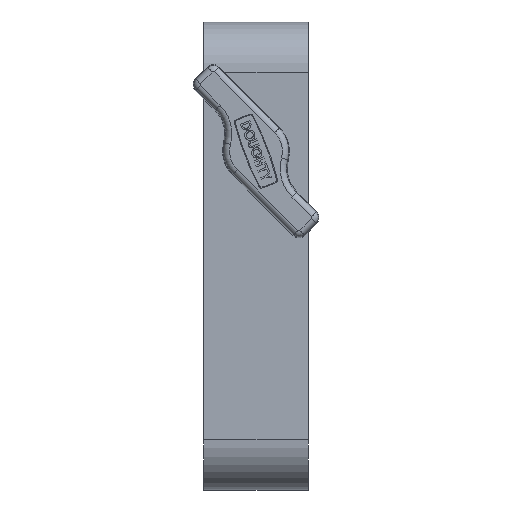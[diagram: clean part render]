
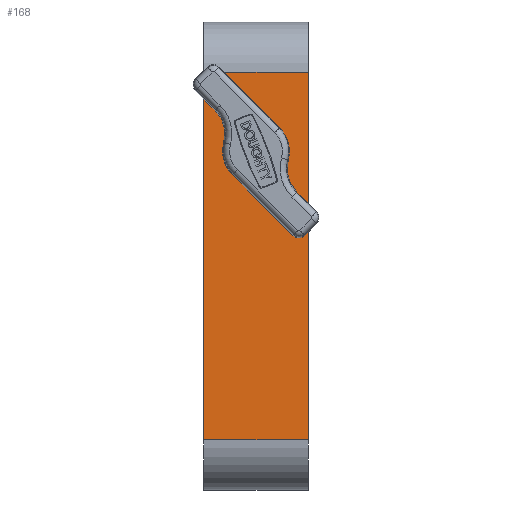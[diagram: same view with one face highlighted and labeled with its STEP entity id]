
A CAD part, top view. The second image highlights one B-rep face of the part: STEP entity #168.
In plain terms, the highlighted planar face has unit normal (0, 0, 1).
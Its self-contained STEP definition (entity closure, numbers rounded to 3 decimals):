
#34 = ORIENTED_EDGE ( 'NONE', *, *, #1602, .T. ) ;
#56 = CARTESIAN_POINT ( 'NONE',  ( 12.5, 12., 0. ) ) ;
#168 = ADVANCED_FACE ( 'NONE', ( #4982, #3951 ), #2480, .T. ) ;
#190 = DIRECTION ( 'NONE',  ( 1., 0., 0. ) ) ;
#341 = LINE ( 'NONE', #2662, #4961 ) ;
#380 = DIRECTION ( 'NONE',  ( 0., 1., 0. ) ) ;
#473 = DIRECTION ( 'NONE',  ( -1., 0., 0. ) ) ;
#702 = CARTESIAN_POINT ( 'NONE',  ( 5., 81., 0. ) ) ;
#905 = CIRCLE ( 'NONE', #2568, 5. ) ;
#959 = VERTEX_POINT ( 'NONE', #3757 ) ;
#1062 = VERTEX_POINT ( 'NONE', #702 ) ;
#1112 = DIRECTION ( 'NONE',  ( 0., 1., 0. ) ) ;
#1139 = AXIS2_PLACEMENT_3D ( 'NONE', #4536, #4934, #2627 ) ;
#1195 = CARTESIAN_POINT ( 'NONE',  ( 12.5, 100., 0. ) ) ;
#1272 = AXIS2_PLACEMENT_3D ( 'NONE', #1315, #2460, #190 ) ;
#1315 = CARTESIAN_POINT ( 'NONE',  ( 12.5, 12., 0. ) ) ;
#1329 = CARTESIAN_POINT ( 'NONE',  ( -5., 81., 0. ) ) ;
#1420 = CARTESIAN_POINT ( 'NONE',  ( 0., 81., 0. ) ) ;
#1602 = EDGE_CURVE ( 'NONE', #4728, #959, #3899, .T. ) ;
#1719 = CARTESIAN_POINT ( 'NONE',  ( -12.5, 12., 0. ) ) ;
#1722 = EDGE_CURVE ( 'NONE', #3554, #2107, #2755, .T. ) ;
#1811 = EDGE_LOOP ( 'NONE', ( #4316, #1986, #2850, #34 ) ) ;
#1823 = EDGE_CURVE ( 'NONE', #1062, #2066, #3705, .T. ) ;
#1986 = ORIENTED_EDGE ( 'NONE', *, *, #1722, .F. ) ;
#2066 = VERTEX_POINT ( 'NONE', #1329 ) ;
#2071 = ORIENTED_EDGE ( 'NONE', *, *, #1823, .F. ) ;
#2107 = VERTEX_POINT ( 'NONE', #1719 ) ;
#2198 = DIRECTION ( 'NONE',  ( 1., 0., 0. ) ) ;
#2201 = LINE ( 'NONE', #2614, #2985 ) ;
#2460 = DIRECTION ( 'NONE',  ( 0., 0., 1. ) ) ;
#2480 = PLANE ( 'NONE',  #1272 ) ;
#2568 = AXIS2_PLACEMENT_3D ( 'NONE', #1420, #2575, #2198 ) ;
#2575 = DIRECTION ( 'NONE',  ( 0., 0., 1. ) ) ;
#2614 = CARTESIAN_POINT ( 'NONE',  ( 12.5, 12., 0. ) ) ;
#2627 = DIRECTION ( 'NONE',  ( 1., 0., 0. ) ) ;
#2636 = VECTOR ( 'NONE', #473, 1000. ) ;
#2662 = CARTESIAN_POINT ( 'NONE',  ( -12.5, 12., 0. ) ) ;
#2674 = EDGE_CURVE ( 'NONE', #2107, #959, #341, .T. ) ;
#2755 = LINE ( 'NONE', #56, #2636 ) ;
#2850 = ORIENTED_EDGE ( 'NONE', *, *, #4891, .T. ) ;
#2985 = VECTOR ( 'NONE', #1112, 1000. ) ;
#3321 = ORIENTED_EDGE ( 'NONE', *, *, #4192, .F. ) ;
#3554 = VERTEX_POINT ( 'NONE', #4898 ) ;
#3705 = CIRCLE ( 'NONE', #1139, 5. ) ;
#3757 = CARTESIAN_POINT ( 'NONE',  ( -12.5, 100., 0. ) ) ;
#3820 = EDGE_LOOP ( 'NONE', ( #2071, #3321 ) ) ;
#3899 = LINE ( 'NONE', #3936, #3955 ) ;
#3936 = CARTESIAN_POINT ( 'NONE',  ( 12.5, 100., 0. ) ) ;
#3951 = FACE_OUTER_BOUND ( 'NONE', #1811, .T. ) ;
#3955 = VECTOR ( 'NONE', #4324, 1000. ) ;
#4192 = EDGE_CURVE ( 'NONE', #2066, #1062, #905, .T. ) ;
#4316 = ORIENTED_EDGE ( 'NONE', *, *, #2674, .F. ) ;
#4324 = DIRECTION ( 'NONE',  ( -1., 0., 0. ) ) ;
#4536 = CARTESIAN_POINT ( 'NONE',  ( 0., 81., 0. ) ) ;
#4728 = VERTEX_POINT ( 'NONE', #1195 ) ;
#4891 = EDGE_CURVE ( 'NONE', #3554, #4728, #2201, .T. ) ;
#4898 = CARTESIAN_POINT ( 'NONE',  ( 12.5, 12., 0. ) ) ;
#4934 = DIRECTION ( 'NONE',  ( 0., 0., 1. ) ) ;
#4961 = VECTOR ( 'NONE', #380, 1000. ) ;
#4982 = FACE_BOUND ( 'NONE', #3820, .T. ) ;
